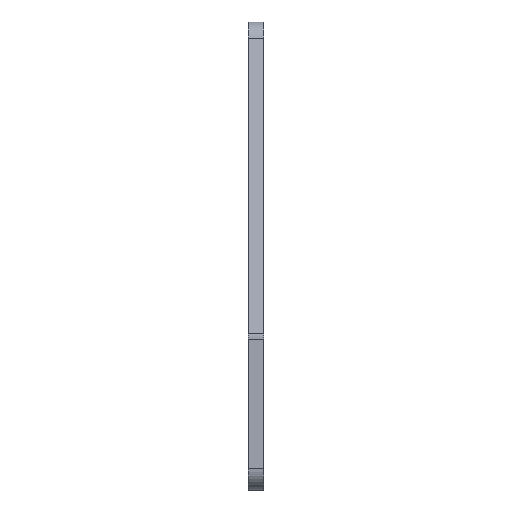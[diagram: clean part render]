
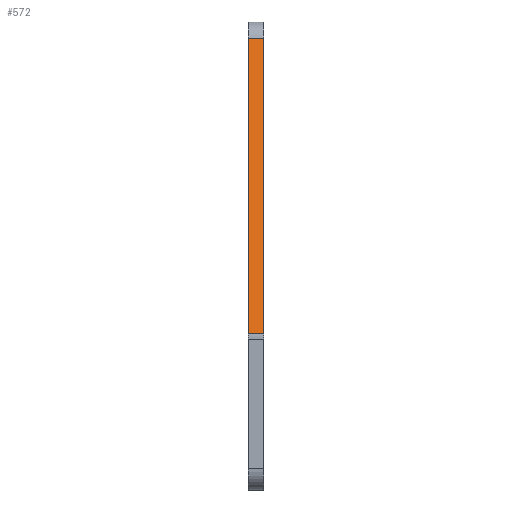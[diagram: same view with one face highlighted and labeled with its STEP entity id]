
A CAD part, left-side view. The second image highlights one B-rep face of the part: STEP entity #572.
In plain terms, the highlighted planar face has unit normal (-0.97, 0, 0.242).
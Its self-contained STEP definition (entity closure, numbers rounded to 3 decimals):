
#3 = CARTESIAN_POINT ( 'NONE',  ( -7.11, 1.5, 37. ) ) ;
#21 = EDGE_CURVE ( 'NONE', #574, #405, #121, .T. ) ;
#79 = ORIENTED_EDGE ( 'NONE', *, *, #474, .T. ) ;
#95 = PLANE ( 'NONE',  #305 ) ;
#99 = VECTOR ( 'NONE', #315, 1000. ) ;
#117 = ORIENTED_EDGE ( 'NONE', *, *, #225, .F. ) ;
#121 = LINE ( 'NONE', #676, #221 ) ;
#156 = CARTESIAN_POINT ( 'NONE',  ( -7.488, 1.5, 35.485 ) ) ;
#159 = DIRECTION ( 'NONE',  ( -0.243, 0., -0.97 ) ) ;
#194 = VERTEX_POINT ( 'NONE', #569 ) ;
#221 = VECTOR ( 'NONE', #498, 1000. ) ;
#225 = EDGE_CURVE ( 'NONE', #685, #194, #690, .T. ) ;
#244 = DIRECTION ( 'NONE',  ( -0.243, 0., -0.97 ) ) ;
#302 = CARTESIAN_POINT ( 'NONE',  ( -14.44, 0., 7.677 ) ) ;
#304 = LINE ( 'NONE', #3, #603 ) ;
#305 = AXIS2_PLACEMENT_3D ( 'NONE', #704, #652, #159 ) ;
#315 = DIRECTION ( 'NONE',  ( -0.243, 0., -0.97 ) ) ;
#338 = CARTESIAN_POINT ( 'NONE',  ( -14.44, 0., 7.677 ) ) ;
#354 = ORIENTED_EDGE ( 'NONE', *, *, #21, .F. ) ;
#375 = LINE ( 'NONE', #421, #99 ) ;
#405 = VERTEX_POINT ( 'NONE', #735 ) ;
#421 = CARTESIAN_POINT ( 'NONE',  ( -7.11, 0., 37. ) ) ;
#474 = EDGE_CURVE ( 'NONE', #574, #194, #304, .T. ) ;
#476 = FACE_OUTER_BOUND ( 'NONE', #524, .T. ) ;
#498 = DIRECTION ( 'NONE',  ( 0., -1., 0. ) ) ;
#515 = DIRECTION ( 'NONE',  ( 0., 1., 0. ) ) ;
#524 = EDGE_LOOP ( 'NONE', ( #79, #117, #759, #354 ) ) ;
#569 = CARTESIAN_POINT ( 'NONE',  ( -14.44, 1.5, 7.677 ) ) ;
#572 = ADVANCED_FACE ( 'NONE', ( #476 ), #95, .T. ) ;
#574 = VERTEX_POINT ( 'NONE', #156 ) ;
#603 = VECTOR ( 'NONE', #244, 1000. ) ;
#616 = VECTOR ( 'NONE', #515, 1000. ) ;
#652 = DIRECTION ( 'NONE',  ( -0.97, 0., 0.243 ) ) ;
#676 = CARTESIAN_POINT ( 'NONE',  ( -7.488, 0., 35.485 ) ) ;
#685 = VERTEX_POINT ( 'NONE', #302 ) ;
#690 = LINE ( 'NONE', #338, #616 ) ;
#704 = CARTESIAN_POINT ( 'NONE',  ( -7.11, 0., 37. ) ) ;
#705 = EDGE_CURVE ( 'NONE', #405, #685, #375, .T. ) ;
#735 = CARTESIAN_POINT ( 'NONE',  ( -7.488, 0., 35.485 ) ) ;
#759 = ORIENTED_EDGE ( 'NONE', *, *, #705, .F. ) ;
